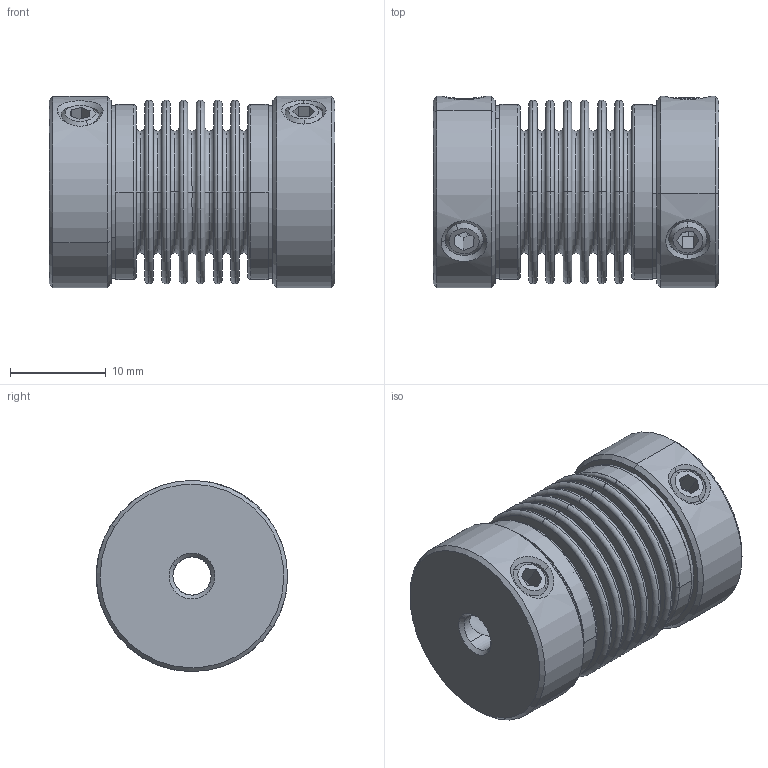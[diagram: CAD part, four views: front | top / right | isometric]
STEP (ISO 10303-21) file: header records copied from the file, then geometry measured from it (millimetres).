
FILE_DESCRIPTION(('STEP AP214'),'1');
FILE_NAME('bkxs20290404.stp','2017-10-09T10:07:08',('TraceParts'),('TraceParts S.A.'),'Spatial InterOp 3D',' ',' ');
FILE_SCHEMA(('automotive_design'));
Length unit declared in the file: millimetre
Products named in the file (1): bkxs20290404
Bounding box: 29.9 x 20 x 20 mm (x, y, z)
Volume: 5879.2 mm3; surface area: 6036.6 mm2
Topology: 1 solids, 1 shells, 256 faces, 608 edges, 368 vertices
Faces by surface type: plane 84, torus 60, cylinder 52, cone 52, bspline 8
Entity records: 8329 total; most frequent: CARTESIAN_POINT 2269, DIRECTION 1416, ORIENTED_EDGE 1184, AXIS2_PLACEMENT_3D 615, EDGE_CURVE 592, VERTEX_POINT 368, CIRCLE 332, EDGE_LOOP 288
